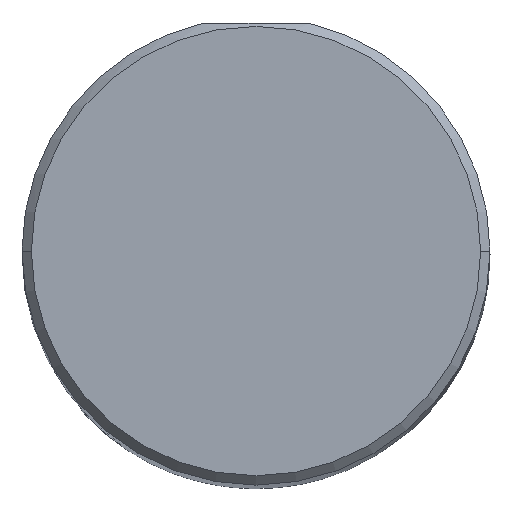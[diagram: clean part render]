
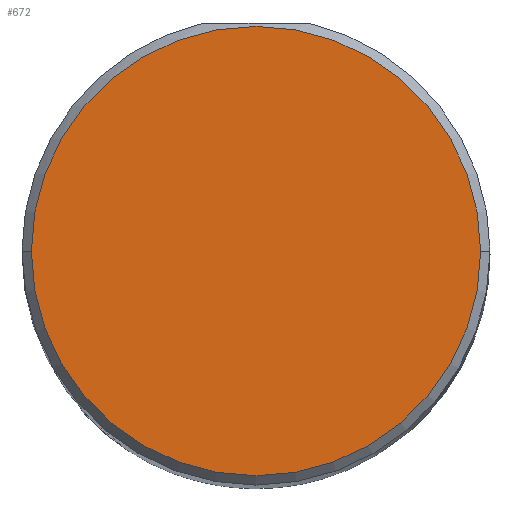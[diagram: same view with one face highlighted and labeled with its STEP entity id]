
A CAD part, top view. The second image highlights one B-rep face of the part: STEP entity #672.
In plain terms, the highlighted planar face has unit normal (0, 0, 1).
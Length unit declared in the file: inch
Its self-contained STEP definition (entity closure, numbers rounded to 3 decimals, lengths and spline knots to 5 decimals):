
#23 = DIRECTION ( 'NONE',  ( 0., 0., 1. ) ) ;
#45 = EDGE_CURVE ( 'NONE', #52, #233, #433, .T. ) ;
#52 = VERTEX_POINT ( 'NONE', #610 ) ;
#81 = DIRECTION ( 'NONE',  ( 1., 0., 0. ) ) ;
#85 = PLANE ( 'NONE',  #397 ) ;
#108 = CARTESIAN_POINT ( 'NONE',  ( 0.36, 0., 4. ) ) ;
#122 = CARTESIAN_POINT ( 'NONE',  ( 0., 0., 4. ) ) ;
#147 = CIRCLE ( 'NONE', #597, 0.36 ) ;
#152 = DIRECTION ( 'NONE',  ( 1., 0., 0. ) ) ;
#185 = DIRECTION ( 'NONE',  ( 1., 0., 0. ) ) ;
#233 = VERTEX_POINT ( 'NONE', #108 ) ;
#287 = AXIS2_PLACEMENT_3D ( 'NONE', #372, #732, #152 ) ;
#349 = ORIENTED_EDGE ( 'NONE', *, *, #579, .T. ) ;
#361 = EDGE_LOOP ( 'NONE', ( #482, #349 ) ) ;
#372 = CARTESIAN_POINT ( 'NONE',  ( 0., 0., 4. ) ) ;
#397 = AXIS2_PLACEMENT_3D ( 'NONE', #122, #582, #81 ) ;
#433 = CIRCLE ( 'NONE', #287, 0.36 ) ;
#482 = ORIENTED_EDGE ( 'NONE', *, *, #45, .T. ) ;
#579 = EDGE_CURVE ( 'NONE', #233, #52, #147, .T. ) ;
#582 = DIRECTION ( 'NONE',  ( 0., 0., 1. ) ) ;
#597 = AXIS2_PLACEMENT_3D ( 'NONE', #639, #23, #185 ) ;
#610 = CARTESIAN_POINT ( 'NONE',  ( -0.36, 0., 4. ) ) ;
#634 = FACE_OUTER_BOUND ( 'NONE', #361, .T. ) ;
#639 = CARTESIAN_POINT ( 'NONE',  ( 0., 0., 4. ) ) ;
#672 = ADVANCED_FACE ( 'NONE', ( #634 ), #85, .T. ) ;
#732 = DIRECTION ( 'NONE',  ( 0., 0., 1. ) ) ;
